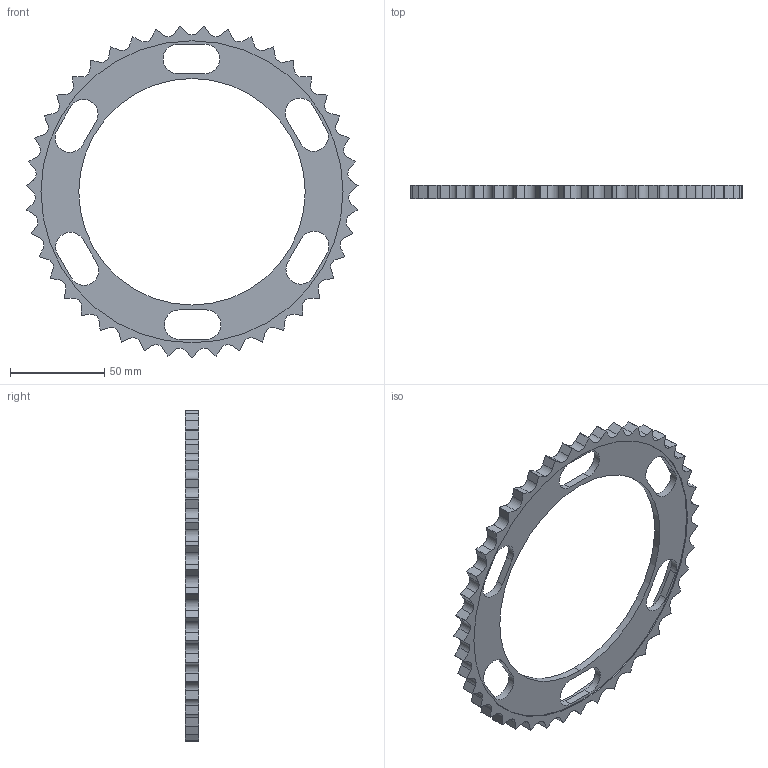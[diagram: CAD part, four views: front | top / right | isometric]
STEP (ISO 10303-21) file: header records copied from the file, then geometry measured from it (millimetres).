
FILE_DESCRIPTION (( 'STEP AP203' ), '1' );
FILE_NAME ('couronne125v2-AP203.STEP', '2023-07-04T06:08:39', ( '' ), ( '' ), 'SwSTEP 2.0', 'SolidWorks 2020', '' );
FILE_SCHEMA (( 'CONFIG_CONTROL_DESIGN' ));
Length unit declared in the file: millimetre
Products named in the file (1): couronne125v2-AP203
Bounding box: 175.89 x 7 x 175.77 mm (x, y, z)
Volume: 42958.5 mm3; surface area: 27456.4 mm2
Topology: 1 solids, 1 shells, 221 faces, 651 edges, 434 vertices
Faces by surface type: cylinder 119, plane 102
Entity records: 7548 total; most frequent: DIRECTION 1333, CARTESIAN_POINT 1307, ORIENTED_EDGE 1302, EDGE_CURVE 651, AXIS2_PLACEMENT_3D 460, VERTEX_POINT 434, LINE 413, VECTOR 413
